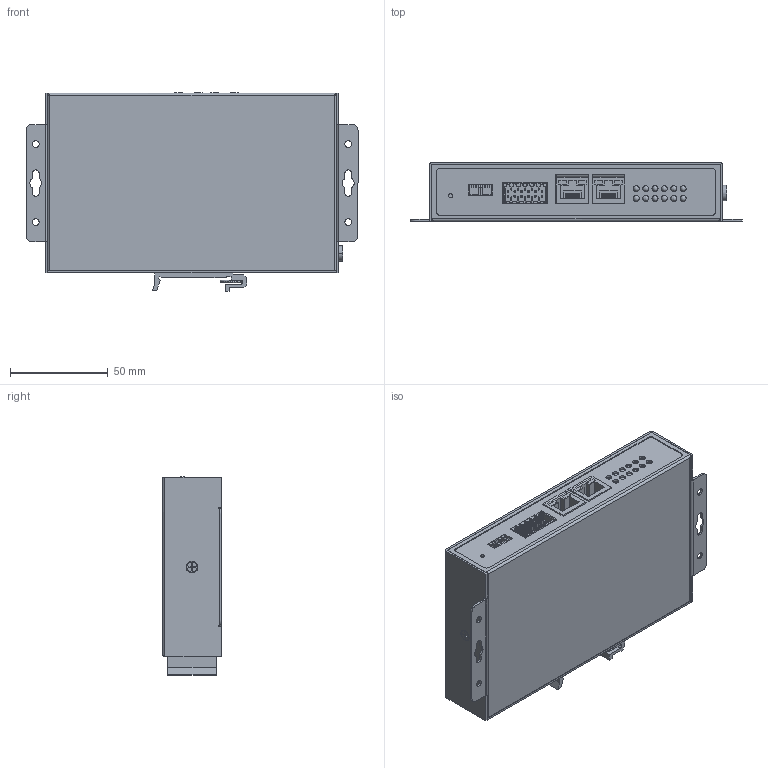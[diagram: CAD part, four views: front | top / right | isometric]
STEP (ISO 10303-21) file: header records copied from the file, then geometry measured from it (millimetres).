
FILE_DESCRIPTION (( 'STEP AP214' ), '1' );
FILE_NAME ('KPS3204-3D.STEP', '2022-02-14T01:26:04', ( '' ), ( '' ), 'SwSTEP 2.0', 'SolidWorks 2016', '' );
FILE_SCHEMA (( 'AUTOMOTIVE_DESIGN' ));
Length unit declared in the file: millimetre
Products named in the file (16): cross recessed countersunk head screws gb1_GB_CROSS_SCREWS_TYPE4 M3X6-4.35  H type-C; 15EDGRHD-3.5-12P-1Y-00AH; 階褲-0422; 菁褲-0422; 25MM__T_ASM; 30MM__ASM_T_ASM_2; KAHUANG25MMM_1_T_2; 30MM_______ASM_T_ASM_2; ____25_T_2; 106020004-RESET-ZHAOHUA_T_1; 囀窒PCB-0422; 106010001-BOMA-2_T_1; 107011519-2P-508-90_T_1; 104102005-1-2LED-LEK_T_1; 1-1RJ45-XM-CK_T_1; KPS3204-3D
Assembly tree (23 placements, depth 5):
  KPS3204-3D
    1-1RJ45-XM-CK_T_1  x2
    104102005-1-2LED-LEK_T_1  x6
    107011519-2P-508-90_T_1
    106010001-BOMA-2_T_1  x2
    囀窒PCB-0422
    106020004-RESET-ZHAOHUA_T_1
    25MM__T_ASM
      30MM__ASM_T_ASM_2
        30MM_______ASM_T_ASM_2
          ____25_T_2
        KAHUANG25MMM_1_T_2
    菁褲-0422
    階褲-0422
    15EDGRHD-3.5-12P-1Y-00AH
    cross recessed countersunk head screws gb1_GB_CROSS_SCREWS_TYPE4 M3X6-4.35  H type-C  x2
Bounding box: 170 x 30 x 101.5 mm (x, y, z)
Volume: 81178.7 mm3; surface area: 136016.2 mm2
Topology: 20 solids, 20 shells, 2071 faces, 5399 edges, 3445 vertices
Faces by surface type: plane 1420, cylinder 544, bspline 72, cone 35
Entity records: 60454 total; most frequent: CARTESIAN_POINT 11903, ORIENTED_EDGE 9360, DIRECTION 8659, EDGE_CURVE 4680, VECTOR 3545, LINE 3545, VERTEX_POINT 2985, AXIS2_PLACEMENT_3D 2557
